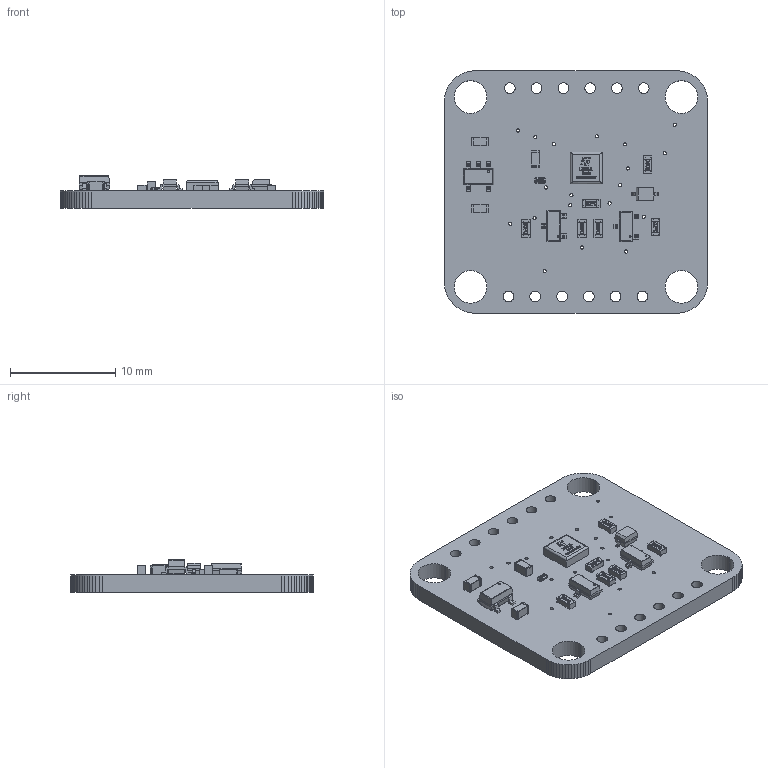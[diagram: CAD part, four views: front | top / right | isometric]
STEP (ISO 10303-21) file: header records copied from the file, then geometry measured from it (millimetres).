
FILE_DESCRIPTION(('PCB Model'),'2;1');
FILE_NAME('EVE LIS3DH step.STEP', '2021-04-01T07:30:10',('pritesh'),('Unspecified'), 'Open CASCADE STEP processor 6.8','Proteus','Unknown');
FILE_SCHEMA(('AUTOMOTIVE_DESIGN { 1 0 10303 214 1 1 1 1 }'));
Length unit declared in the file: millimetre
Products named in the file (67): Open CASCADE STEP translator 6.8 2; Layer_1; U2; Open CASCADE STEP translator 6.8 2.2.1; Body_1; =>[0:1:1:2]; =>[0:1:1:3]; SOLID; =>[0:1:1:4]; C1; Open CASCADE STEP translator 6.8 2.3.1; Part_3; Part_2; Part_1; C3; Open CASCADE STEP translator 6.8 2.4.1; U1; Open CASCADE STEP translator 6.8 2.5.1; C2; Open CASCADE STEP translator 6.8 2.6.1; D1; Open CASCADE STEP translator 6.8 2.7.1; R7; Open CASCADE STEP translator 6.8 2.8.1; =>[0:1:1:5]; =>[0:1:1:6]; Q1; Open CASCADE STEP translator 6.8 2.9.1; R4; Open CASCADE STEP translator 6.8 2.10.1; Q2; Open CASCADE STEP translator 6.8 2.11.1; R2; Open CASCADE STEP translator 6.8 2.12.1; R5; Open CASCADE STEP translator 6.8 2.13.1; R3; Open CASCADE STEP translator 6.8 2.14.1; R1; Open CASCADE STEP translator 6.8 2.15.1 ...
Assembly tree (78 placements, depth 6):
  Open CASCADE STEP translator 6.8 2
    Layer_1
    U2
      Open CASCADE STEP translator 6.8 2.2.1
        Body_1
          =>[0:1:1:2]
          =>[0:1:1:3]
            SOLID
            SOLID
            SOLID
          =>[0:1:1:4]
            SOLID
            SOLID
    C1
      Open CASCADE STEP translator 6.8 2.3.1
        Body_1
          Part_3
          Part_2
          Part_1
    C3
      Open CASCADE STEP translator 6.8 2.4.1
        Body_1
          Part_3
          Part_2
          Part_1
    U1
      Open CASCADE STEP translator 6.8 2.5.1
        Body_1
    C2
      Open CASCADE STEP translator 6.8 2.6.1
        Body_1
          Part_3
          Part_2
          Part_1
    D1
      Open CASCADE STEP translator 6.8 2.7.1
        Body_1
          =>[0:1:1:2]
          =>[0:1:1:3]
          =>[0:1:1:4]
    R7
      Open CASCADE STEP translator 6.8 2.8.1
        Body_1
          =>[0:1:1:3]
          =>[0:1:1:4]
          =>[0:1:1:5]
          =>[0:1:1:6]
    Q1
      Open CASCADE STEP translator 6.8 2.9.1
        Body_1
          =>[0:1:1:2]
          =>[0:1:1:3]
            SOLID
            SOLID
          =>[0:1:1:4]
    R4
      Open CASCADE STEP translator 6.8 2.10.1
        Body_1
          =>[0:1:1:3]
          =>[0:1:1:4]
Bounding box: 25 x 23 x 3.09 mm (x, y, z)
Volume: 896.1 mm3; surface area: 1558.6 mm2
Topology: 55 solids, 55 shells, 1710 faces, 4357 edges, 2832 vertices
Faces by surface type: plane 962, bspline 495, cylinder 229, sphere 24
Entity records: 49601 total; most frequent: CARTESIAN_POINT 20114, ORIENTED_EDGE 5598, DIRECTION 4253, EDGE_CURVE 2799, LINE 1875, VECTOR 1875, VERTEX_POINT 1836, FACE_BOUND 1227
